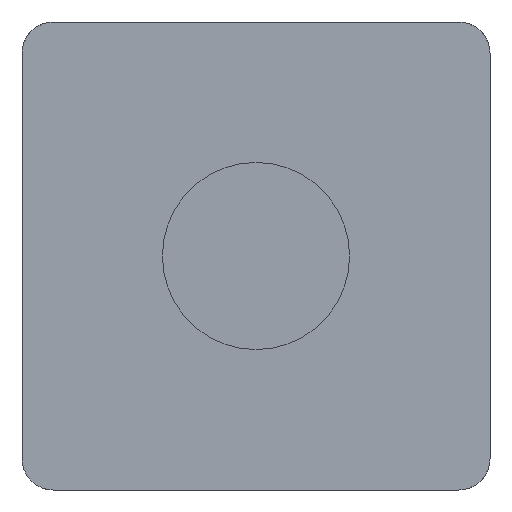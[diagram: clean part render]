
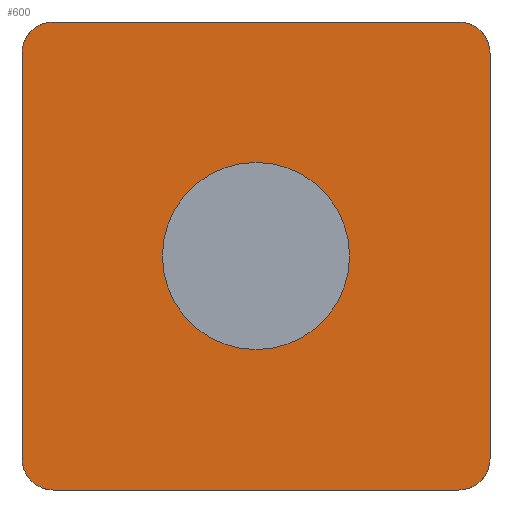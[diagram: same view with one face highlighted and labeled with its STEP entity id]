
A CAD part, front view. The second image highlights one B-rep face of the part: STEP entity #600.
In plain terms, the highlighted planar face has unit normal (0, -1, 0).
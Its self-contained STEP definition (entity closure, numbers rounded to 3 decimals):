
#1=CARTESIAN_POINT('',(0.,0.,0.));
#2=DIRECTION('',(0.,-1.,0.));
#3=DIRECTION('',(1.,0.,0.));
#4=AXIS2_PLACEMENT_3D('',#1,#2,#3);
#6=CARTESIAN_POINT('',(0.,0.,0.));
#7=DIRECTION('',(0.,-1.,0.));
#8=DIRECTION('',(-1.,0.,0.));
#9=AXIS2_PLACEMENT_3D('',#6,#7,#8);
#11=CARTESIAN_POINT('',(6.5,0.,6.5));
#12=DIRECTION('',(0.,-1.,0.));
#13=DIRECTION('',(1.,0.,0.));
#14=AXIS2_PLACEMENT_3D('',#11,#12,#13);
#16=DIRECTION('',(0.,0.,-1.));
#17=VECTOR('',#16,13.);
#18=CARTESIAN_POINT('',(7.5,0.,6.5));
#19=LINE('',#18,#17);
#20=CARTESIAN_POINT('',(6.5,0.,-6.5));
#21=DIRECTION('',(0.,-1.,0.));
#22=DIRECTION('',(0.,0.,-1.));
#23=AXIS2_PLACEMENT_3D('',#20,#21,#22);
#25=DIRECTION('',(-1.,0.,0.));
#26=VECTOR('',#25,13.);
#27=CARTESIAN_POINT('',(6.5,0.,-7.5));
#28=LINE('',#27,#26);
#29=CARTESIAN_POINT('',(-6.5,0.,-6.5));
#30=DIRECTION('',(0.,-1.,0.));
#31=DIRECTION('',(-1.,0.,0.));
#32=AXIS2_PLACEMENT_3D('',#29,#30,#31);
#34=DIRECTION('',(0.,0.,1.));
#35=VECTOR('',#34,13.);
#36=CARTESIAN_POINT('',(-7.5,0.,-6.5));
#37=LINE('',#36,#35);
#38=CARTESIAN_POINT('',(-6.5,0.,6.5));
#39=DIRECTION('',(0.,-1.,0.));
#40=DIRECTION('',(0.,0.,1.));
#41=AXIS2_PLACEMENT_3D('',#38,#39,#40);
#43=DIRECTION('',(1.,0.,0.));
#44=VECTOR('',#43,13.);
#45=CARTESIAN_POINT('',(-6.5,0.,7.5));
#46=LINE('',#45,#44);
#465=CARTESIAN_POINT('',(3.,0.,0.));
#466=CARTESIAN_POINT('',(-3.,0.,0.));
#467=VERTEX_POINT('',#465);
#468=VERTEX_POINT('',#466);
#505=CARTESIAN_POINT('',(7.5,0.,6.5));
#506=CARTESIAN_POINT('',(6.5,0.,7.5));
#507=VERTEX_POINT('',#505);
#508=VERTEX_POINT('',#506);
#519=CARTESIAN_POINT('',(-6.5,0.,7.5));
#520=CARTESIAN_POINT('',(-7.5,0.,6.5));
#521=VERTEX_POINT('',#519);
#522=VERTEX_POINT('',#520);
#533=CARTESIAN_POINT('',(7.5,0.,-6.5));
#534=VERTEX_POINT('',#533);
#535=CARTESIAN_POINT('',(-7.5,0.,-6.5));
#536=VERTEX_POINT('',#535);
#537=CARTESIAN_POINT('',(-6.5,0.,-7.5));
#538=VERTEX_POINT('',#537);
#539=CARTESIAN_POINT('',(6.5,0.,-7.5));
#540=VERTEX_POINT('',#539);
#571=CARTESIAN_POINT('',(0.,0.,0.));
#572=DIRECTION('',(0.,1.,0.));
#573=DIRECTION('',(1.,0.,0.));
#574=AXIS2_PLACEMENT_3D('',#571,#572,#573);
#575=PLANE('',#574);
#577=ORIENTED_EDGE('',*,*,#576,.F.);
#579=ORIENTED_EDGE('',*,*,#578,.T.);
#581=ORIENTED_EDGE('',*,*,#580,.F.);
#583=ORIENTED_EDGE('',*,*,#582,.T.);
#585=ORIENTED_EDGE('',*,*,#584,.F.);
#587=ORIENTED_EDGE('',*,*,#586,.T.);
#589=ORIENTED_EDGE('',*,*,#588,.F.);
#591=ORIENTED_EDGE('',*,*,#590,.T.);
#592=EDGE_LOOP('',(#577,#579,#581,#583,#585,#587,#589,#591));
#593=FACE_OUTER_BOUND('',#592,.F.);
#595=ORIENTED_EDGE('',*,*,#594,.T.);
#597=ORIENTED_EDGE('',*,*,#596,.T.);
#598=EDGE_LOOP('',(#595,#597));
#599=FACE_BOUND('',#598,.F.);
#600=ADVANCED_FACE('',(#593,#599),#575,.F.);
#5=CIRCLE('',#4,3.);
#10=CIRCLE('',#9,3.);
#15=CIRCLE('',#14,1.);
#24=CIRCLE('',#23,1.);
#33=CIRCLE('',#32,1.);
#42=CIRCLE('',#41,1.);
#576=EDGE_CURVE('',#507,#508,#15,.T.);
#578=EDGE_CURVE('',#507,#534,#19,.T.);
#580=EDGE_CURVE('',#540,#534,#24,.T.);
#582=EDGE_CURVE('',#540,#538,#28,.T.);
#584=EDGE_CURVE('',#536,#538,#33,.T.);
#586=EDGE_CURVE('',#536,#522,#37,.T.);
#588=EDGE_CURVE('',#521,#522,#42,.T.);
#590=EDGE_CURVE('',#521,#508,#46,.T.);
#594=EDGE_CURVE('',#467,#468,#5,.T.);
#596=EDGE_CURVE('',#468,#467,#10,.T.);
